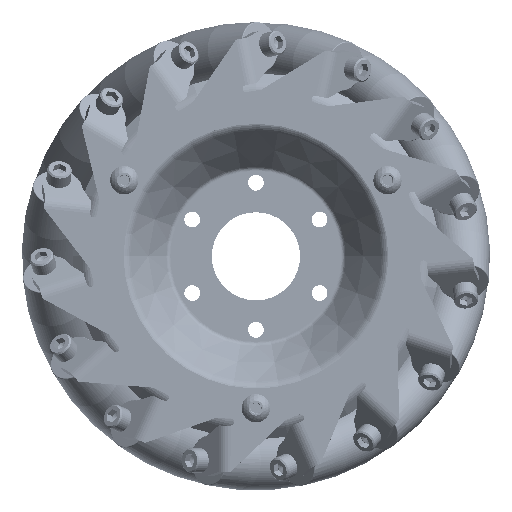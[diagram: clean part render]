
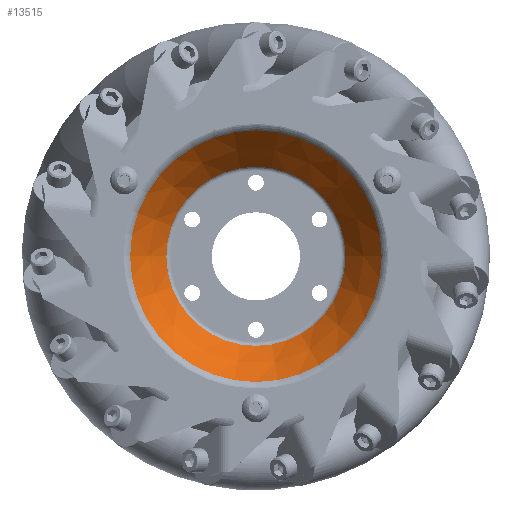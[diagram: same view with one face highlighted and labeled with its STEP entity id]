
A CAD part, top view. The second image highlights one B-rep face of the part: STEP entity #13515.
In plain terms, the highlighted conical face has half-angle 35.59 degrees and reference radius 28.53 mm.
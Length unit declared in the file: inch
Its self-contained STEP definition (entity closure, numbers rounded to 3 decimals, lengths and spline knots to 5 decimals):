
#6498 = EDGE_LOOP ( 'NONE', ( #38789 ) ) ;
#9533 = AXIS2_PLACEMENT_3D ( 'NONE', #42277, #10079, #24401 ) ;
#10079 = DIRECTION ( 'NONE',  ( 1., 0., 0. ) ) ;
#10682 = EDGE_LOOP ( 'NONE', ( #16520 ) ) ;
#11308 = VERTEX_POINT ( 'NONE', #25621 ) ;
#11476 = CIRCLE ( 'NONE', #37717, 1.60391 ) ;
#13231 = CARTESIAN_POINT ( 'NONE',  ( 0.79662, 0., 0. ) ) ;
#13515 = ADVANCED_FACE ( 'NONE', ( #13631, #27947 ), #28919, .F. ) ;
#13631 = FACE_OUTER_BOUND ( 'NONE', #6498, .T. ) ;
#13866 = CARTESIAN_POINT ( 'NONE',  ( 0.79662, 0., 1.60391 ) ) ;
#16467 = EDGE_CURVE ( 'NONE', #11308, #11308, #36090, .T. ) ;
#16520 = ORIENTED_EDGE ( 'NONE', *, *, #16467, .T. ) ;
#16546 = CARTESIAN_POINT ( 'NONE',  ( 0.15113, 0., 0. ) ) ;
#24401 = DIRECTION ( 'NONE',  ( 0., 0., -1. ) ) ;
#25621 = CARTESIAN_POINT ( 'NONE',  ( 0.15113, 0., -1.14194 ) ) ;
#27545 = DIRECTION ( 'NONE',  ( 1., 0., 0. ) ) ;
#27947 = FACE_BOUND ( 'NONE', #10682, .T. ) ;
#28919 = CONICAL_SURFACE ( 'NONE', #9533, 1.12325, 0.621 ) ;
#30886 = DIRECTION ( 'NONE',  ( -1., 0., 0. ) ) ;
#33847 = AXIS2_PLACEMENT_3D ( 'NONE', #16546, #30886, #45221 ) ;
#36090 = CIRCLE ( 'NONE', #33847, 1.14194 ) ;
#37717 = AXIS2_PLACEMENT_3D ( 'NONE', #13231, #27545, #41883 ) ;
#38789 = ORIENTED_EDGE ( 'NONE', *, *, #39636, .T. ) ;
#39636 = EDGE_CURVE ( 'NONE', #46044, #46044, #11476, .T. ) ;
#41883 = DIRECTION ( 'NONE',  ( 0., 0., 1. ) ) ;
#42277 = CARTESIAN_POINT ( 'NONE',  ( 0.125, 0., 0. ) ) ;
#45221 = DIRECTION ( 'NONE',  ( 0., 0., -1. ) ) ;
#46044 = VERTEX_POINT ( 'NONE', #13866 ) ;
